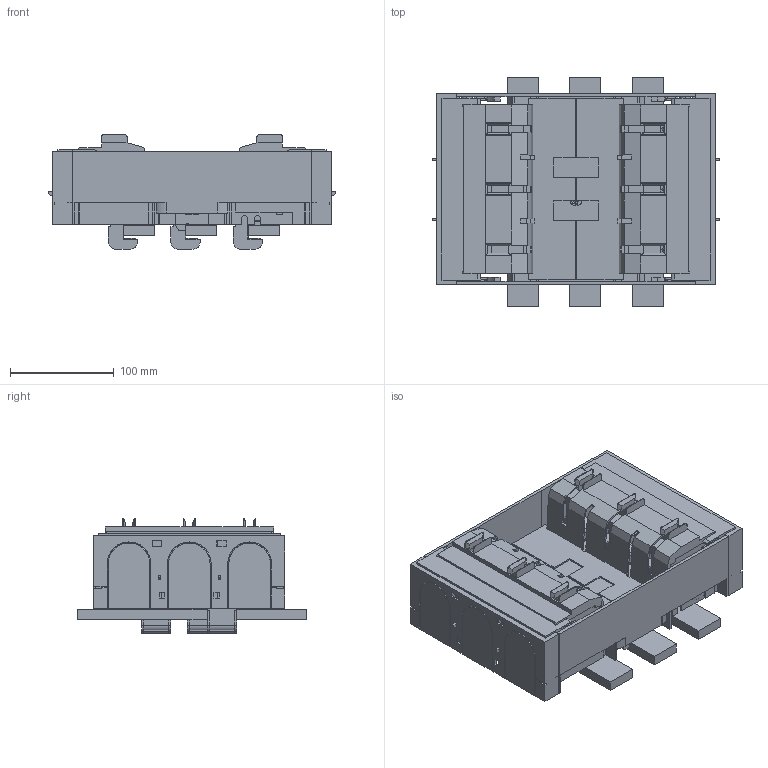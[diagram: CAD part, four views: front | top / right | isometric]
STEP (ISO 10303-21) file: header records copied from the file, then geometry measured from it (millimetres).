
FILE_DESCRIPTION(('CATIA V5 STEP'),'2;1');
FILE_NAME('G1981031.stp','2020-10-29T13:01:42+00:00',('none'),('Jean Müller GmbH'),'CATIA Version 5 Release 19 SP 9 (IN-10)','CATIA V5 STEP AP214','none');
FILE_SCHEMA(('AUTOMOTIVE_DESIGN { 1 0 10303 214 1 1 1 1 }'));
Length unit declared in the file: millimetre
Products named in the file (23): G1981031_L_NH-Sammelschienenunterteil GU1-3/60/AOU/F; 810419_L_Grundgerät SST; 804991_S_Skelettmodell Grundgerät SST; 34226_L_Gehaeuse Sammelschienentrenner; 158633_L_NH-Kontakt Gr.1; 158634_L_Anschlusslasche Gr1; 158635_L_Anschlussschiene L1; 158636_L_Anschlussschiene L2; 158637_L_Anschlussschiene L3; 804978_L_Sammelschienenklemme; 804978_S_Skelettmodell_Sammelschienenklemme kpl.; 810012_L_Kontaktbuegel kpl Gr.00-3; 810012_S_Skelettmodell Kontaktbuegel kpl.; 68356_Gewindestift Innen-6kt ohne Kuppe; 158632_L_KLemmbuegel; 34213_L_SK-Montagehaube; 34253_L_Sammelschienenanschlag; 34228_L_Schutzabdeckung Gr1 unten; K9910054PC_Schraubanschluss KETO-1 M10x25; 66113_Sechskantmutter DIN934_M10; 65746_Sechskantschraube M10x25; 66903_Spannscheibe DIN6796 -10; T2401730_09_Sammelschienensystem 60mm 30x10mm
Assembly tree (39 placements, depth 5):
  G1981031_L_NH-Sammelschienenunterteil GU1-3/60/AOU/F
    810419_L_Grundgerät SST
      804991_S_Skelettmodell Grundgerät SST
      34226_L_Gehaeuse Sammelschienentrenner
      158633_L_NH-Kontakt Gr.1  x6
      158634_L_Anschlusslasche Gr1  x3
      158635_L_Anschlussschiene L1
      158636_L_Anschlussschiene L2
      158637_L_Anschlussschiene L3
      804978_L_Sammelschienenklemme  x3
        804978_S_Skelettmodell_Sammelschienenklemme kpl.
        810012_L_Kontaktbuegel kpl Gr.00-3
          810012_S_Skelettmodell Kontaktbuegel kpl.
          68356_Gewindestift Innen-6kt ohne Kuppe
          158632_L_KLemmbuegel
        34213_L_SK-Montagehaube
      34253_L_Sammelschienenanschlag  x2
    34228_L_Schutzabdeckung Gr1 unten  x2
    K9910054PC_Schraubanschluss KETO-1 M10x25
      66113_Sechskantmutter DIN934_M10  x3
      65746_Sechskantschraube M10x25  x3
      66903_Spannscheibe DIN6796 -10  x3
    T2401730_09_Sammelschienensystem 60mm 30x10mm
Bounding box: 276 x 220 x 110.5 mm (x, y, z)
Volume: 875488 mm3; surface area: 603317.8 mm2
Topology: 38 solids, 38 shells, 2001 faces, 6027 edges, 4007 vertices
Faces by surface type: plane 1587, cylinder 306, cone 108
Entity records: 36295 total; most frequent: CARTESIAN_POINT 6858, ORIENTED_EDGE 6710, DIRECTION 4813, EDGE_CURVE 3355, VECTOR 2951, LINE 2951, VERTEX_POINT 2247, EDGE_LOOP 1152
